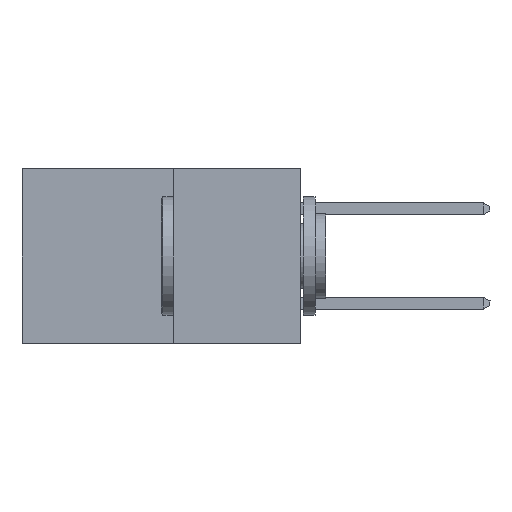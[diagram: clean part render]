
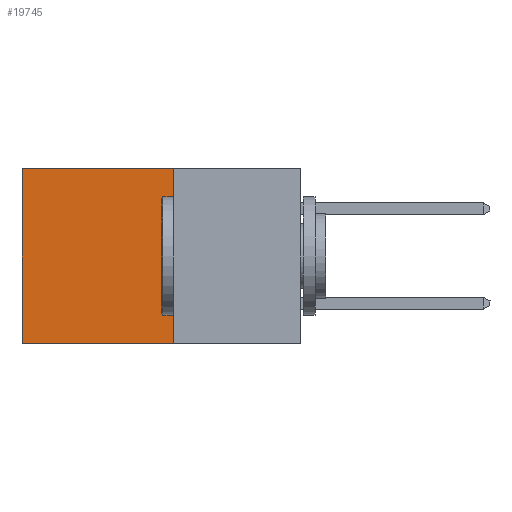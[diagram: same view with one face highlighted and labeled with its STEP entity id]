
A CAD part, left-side view. The second image highlights one B-rep face of the part: STEP entity #19745.
In plain terms, the highlighted planar face has unit normal (-1, 0, 0).
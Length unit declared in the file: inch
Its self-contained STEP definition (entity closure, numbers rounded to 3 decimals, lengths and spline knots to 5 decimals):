
#103 = EDGE_CURVE ( 'NONE', #1005, #7666, #10512, .T. ) ;
#185 = LINE ( 'NONE', #1182, #4720 ) ;
#331 = FACE_OUTER_BOUND ( 'NONE', #5229, .T. ) ;
#579 = DIRECTION ( 'NONE',  ( 0., 0., -1. ) ) ;
#1005 = VERTEX_POINT ( 'NONE', #9958 ) ;
#1182 = CARTESIAN_POINT ( 'NONE',  ( 0.277, 0.27, -0.37 ) ) ;
#2597 = LINE ( 'NONE', #7236, #7821 ) ;
#2662 = ORIENTED_EDGE ( 'NONE', *, *, #24608, .T. ) ;
#4720 = VECTOR ( 'NONE', #19040, 39.37008 ) ;
#5229 = EDGE_LOOP ( 'NONE', ( #13618, #8594, #12213, #2662 ) ) ;
#7236 = CARTESIAN_POINT ( 'NONE',  ( 0.277, 0.59, -0.37 ) ) ;
#7666 = VERTEX_POINT ( 'NONE', #14318 ) ;
#7821 = VECTOR ( 'NONE', #579, 39.37008 ) ;
#8594 = ORIENTED_EDGE ( 'NONE', *, *, #14574, .F. ) ;
#8654 = AXIS2_PLACEMENT_3D ( 'NONE', #26258, #13191, #28431 ) ;
#9958 = CARTESIAN_POINT ( 'NONE',  ( 0.277, 0.27, 0. ) ) ;
#10512 = LINE ( 'NONE', #22892, #15041 ) ;
#10700 = CARTESIAN_POINT ( 'NONE',  ( 0.277, 0.59, -0.37 ) ) ;
#10812 = VERTEX_POINT ( 'NONE', #27947 ) ;
#11613 = VERTEX_POINT ( 'NONE', #10700 ) ;
#12213 = ORIENTED_EDGE ( 'NONE', *, *, #103, .F. ) ;
#13006 = DIRECTION ( 'NONE',  ( 0., 1., 0. ) ) ;
#13093 = CARTESIAN_POINT ( 'NONE',  ( 0.277, 0.27, 0. ) ) ;
#13191 = DIRECTION ( 'NONE',  ( 1., 0., 0. ) ) ;
#13618 = ORIENTED_EDGE ( 'NONE', *, *, #15131, .T. ) ;
#14318 = CARTESIAN_POINT ( 'NONE',  ( 0.277, 0.27, -0.37 ) ) ;
#14574 = EDGE_CURVE ( 'NONE', #7666, #11613, #185, .T. ) ;
#15041 = VECTOR ( 'NONE', #21481, 39.37008 ) ;
#15131 = EDGE_CURVE ( 'NONE', #10812, #11613, #2597, .T. ) ;
#19040 = DIRECTION ( 'NONE',  ( 0., 1., 0. ) ) ;
#19745 = ADVANCED_FACE ( 'NONE', ( #331 ), #21896, .F. ) ;
#19924 = VECTOR ( 'NONE', #13006, 39.37008 ) ;
#21481 = DIRECTION ( 'NONE',  ( 0., 0., -1. ) ) ;
#21896 = PLANE ( 'NONE',  #8654 ) ;
#22892 = CARTESIAN_POINT ( 'NONE',  ( 0.277, 0.27, -0.37 ) ) ;
#24608 = EDGE_CURVE ( 'NONE', #1005, #10812, #26375, .T. ) ;
#26258 = CARTESIAN_POINT ( 'NONE',  ( 0.277, 0.27, -0.37 ) ) ;
#26375 = LINE ( 'NONE', #13093, #19924 ) ;
#27947 = CARTESIAN_POINT ( 'NONE',  ( 0.277, 0.59, 0. ) ) ;
#28431 = DIRECTION ( 'NONE',  ( 0., 0., -1. ) ) ;
